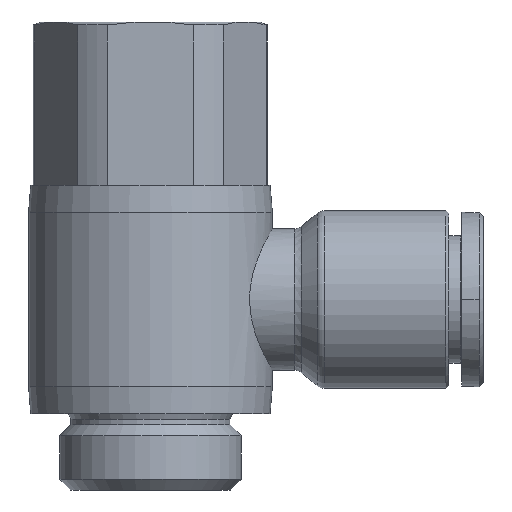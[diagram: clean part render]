
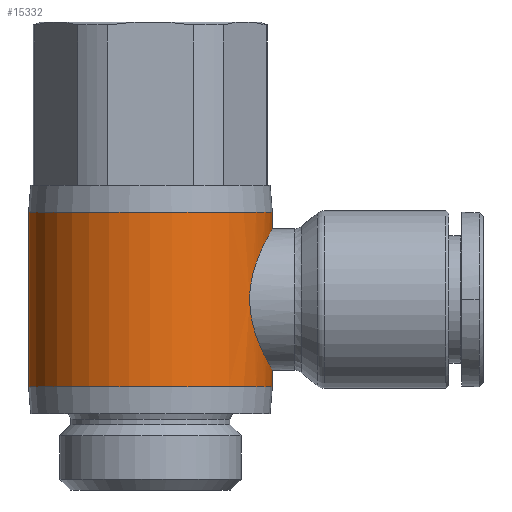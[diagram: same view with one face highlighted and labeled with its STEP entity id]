
A CAD part, front view. The second image highlights one B-rep face of the part: STEP entity #15332.
In plain terms, the highlighted cylindrical face has radius 11.2 mm (diameter 22.4 mm), a partial arc.
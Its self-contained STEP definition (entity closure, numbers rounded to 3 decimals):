
#343=CARTESIAN_POINT('',(-4.6,0.,6.5));
#344=VERTEX_POINT('',#343);
#352=CARTESIAN_POINT('',(-4.6,0.,-6.5));
#353=VERTEX_POINT('',#352);
#447=CARTESIAN_POINT('',(-4.6,0.,8.));
#448=VERTEX_POINT('',#447);
#457=CARTESIAN_POINT('',(17.8,0.,8.));
#458=VERTEX_POINT('',#457);
#491=CARTESIAN_POINT('',(-4.6,0.,-8.));
#492=VERTEX_POINT('',#491);
#508=CARTESIAN_POINT('',(17.8,0.,-8.));
#509=VERTEX_POINT('',#508);
#573=CARTESIAN_POINT('',(-4.6,0.,-8.));
#574=DIRECTION('',(0.0,0.0,1.0));
#575=VECTOR('',#574,1.5);
#576=LINE('',#573,#575);
#577=EDGE_CURVE('',#492,#353,#576,.T.);
#580=CARTESIAN_POINT('',(17.8,0.,8.));
#581=DIRECTION('',(0.0,0.0,-1.0));
#582=VECTOR('',#581,16.);
#583=LINE('',#580,#582);
#584=EDGE_CURVE('',#458,#509,#583,.T.);
#587=CARTESIAN_POINT('',(-4.6,0.,6.5));
#588=DIRECTION('',(0.0,0.0,1.0));
#589=VECTOR('',#588,1.5);
#590=LINE('',#587,#589);
#591=EDGE_CURVE('',#344,#448,#590,.T.);
#15264=CARTESIAN_POINT('',(6.6,0.,0.));
#15265=DIRECTION('',(0.,0.,1.0));
#15266=DIRECTION('',(-1.0,0.0,0.0));
#15267=AXIS2_PLACEMENT_3D('',#15264,#15265,#15266);
#15268=CYLINDRICAL_SURFACE('',#15267,11.2);
#15269=ORIENTED_EDGE('',*,*,#577,.T.);
#15270=CARTESIAN_POINT('',(-2.521,6.5,0.));
#15271=VERTEX_POINT('',#15270);
#15272=CARTESIAN_POINT('',(-2.521,6.5,0.));
#15273=CARTESIAN_POINT('',(-2.521,6.5,-0.421));
#15274=CARTESIAN_POINT('',(-2.551,6.458,-0.852));
#15275=CARTESIAN_POINT('',(-2.668,6.289,-1.7));
#15276=CARTESIAN_POINT('',(-2.756,6.16,-2.118));
#15277=CARTESIAN_POINT('',(-2.967,5.826,-2.914));
#15278=CARTESIAN_POINT('',(-3.092,5.62,-3.293));
#15279=CARTESIAN_POINT('',(-3.351,5.147,-3.992));
#15280=CARTESIAN_POINT('',(-3.486,4.88,-4.312));
#15281=CARTESIAN_POINT('',(-3.74,4.314,-4.878));
#15282=CARTESIAN_POINT('',(-3.87,3.994,-5.145));
#15283=CARTESIAN_POINT('',(-4.111,3.295,-5.619));
#15284=CARTESIAN_POINT('',(-4.222,2.915,-5.826));
#15285=CARTESIAN_POINT('',(-4.406,2.117,-6.161));
#15286=CARTESIAN_POINT('',(-4.479,1.698,-6.289));
#15287=CARTESIAN_POINT('',(-4.576,0.849,-6.459));
#15288=CARTESIAN_POINT('',(-4.6,0.419,-6.5));
#15289=CARTESIAN_POINT('',(-4.6,0.,-6.5));
#15290=B_SPLINE_CURVE_WITH_KNOTS('',3,(#15272,#15273,#15274,#15275,#15276,#15277,#15278,#15279,#15280,#15281,#15282,#15283,#15284,#15285,#15286,#15287,#15288,#15289),.UNSPECIFIED.,.F.,.U.,(4,2,2,2,2,2,2,2,4),(0.0,1.263,2.527,3.79,5.053,6.31,7.566,8.823,10.079),.UNSPECIFIED.);
#15291=EDGE_CURVE('',#15271,#353,#15290,.T.);
#15292=ORIENTED_EDGE('',*,*,#15291,.F.);
#15293=CARTESIAN_POINT('',(-4.6,0.,6.5));
#15294=CARTESIAN_POINT('',(-4.6,0.419,6.5));
#15295=CARTESIAN_POINT('',(-4.576,0.849,6.459));
#15296=CARTESIAN_POINT('',(-4.479,1.698,6.289));
#15297=CARTESIAN_POINT('',(-4.406,2.117,6.161));
#15298=CARTESIAN_POINT('',(-4.222,2.915,5.826));
#15299=CARTESIAN_POINT('',(-4.111,3.295,5.619));
#15300=CARTESIAN_POINT('',(-3.87,3.994,5.145));
#15301=CARTESIAN_POINT('',(-3.74,4.314,4.878));
#15302=CARTESIAN_POINT('',(-3.486,4.88,4.312));
#15303=CARTESIAN_POINT('',(-3.351,5.147,3.992));
#15304=CARTESIAN_POINT('',(-3.092,5.62,3.293));
#15305=CARTESIAN_POINT('',(-2.967,5.826,2.914));
#15306=CARTESIAN_POINT('',(-2.756,6.16,2.118));
#15307=CARTESIAN_POINT('',(-2.668,6.289,1.7));
#15308=CARTESIAN_POINT('',(-2.551,6.458,0.852));
#15309=CARTESIAN_POINT('',(-2.521,6.5,0.421));
#15310=CARTESIAN_POINT('',(-2.521,6.5,0.));
#15311=B_SPLINE_CURVE_WITH_KNOTS('',3,(#15293,#15294,#15295,#15296,#15297,#15298,#15299,#15300,#15301,#15302,#15303,#15304,#15305,#15306,#15307,#15308,#15309,#15310),.UNSPECIFIED.,.F.,.U.,(4,2,2,2,2,2,2,2,4),(30.238,31.494,32.751,34.007,35.264,36.527,37.79,39.054,40.317),.UNSPECIFIED.);
#15312=EDGE_CURVE('',#344,#15271,#15311,.T.);
#15313=ORIENTED_EDGE('',*,*,#15312,.F.);
#15314=ORIENTED_EDGE('',*,*,#591,.T.);
#15315=CARTESIAN_POINT('',(6.6,0.,8.));
#15316=DIRECTION('',(0.0,0.0,1.0));
#15317=DIRECTION('',(-1.0,0.0,0.0));
#15318=AXIS2_PLACEMENT_3D('',#15315,#15316,#15317);
#15319=CIRCLE('',#15318,11.2);
#15320=EDGE_CURVE('',#458,#448,#15319,.T.);
#15321=ORIENTED_EDGE('',*,*,#15320,.F.);
#15322=ORIENTED_EDGE('',*,*,#584,.T.);
#15323=CARTESIAN_POINT('',(6.6,0.,-8.0));
#15324=DIRECTION('',(0.0,0.0,1.0));
#15325=DIRECTION('',(-1.0,0.0,0.0));
#15326=AXIS2_PLACEMENT_3D('',#15323,#15324,#15325);
#15327=CIRCLE('',#15326,11.2);
#15328=EDGE_CURVE('',#509,#492,#15327,.T.);
#15329=ORIENTED_EDGE('',*,*,#15328,.T.);
#15330=EDGE_LOOP('',(#15269,#15292,#15313,#15314,#15321,#15322,#15329));
#15331=FACE_OUTER_BOUND('',#15330,.T.);
#15332=ADVANCED_FACE('',(#15331),#15268,.T.);
